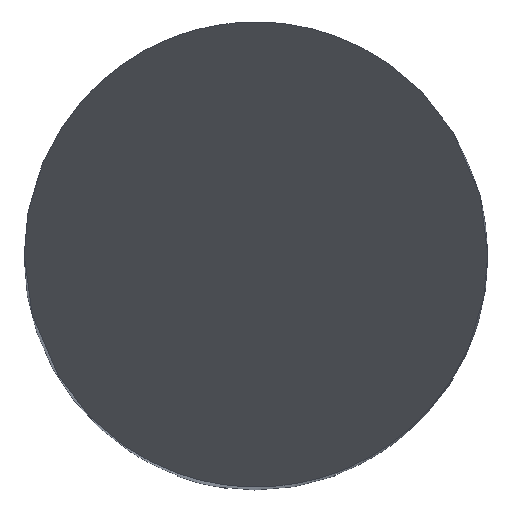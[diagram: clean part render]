
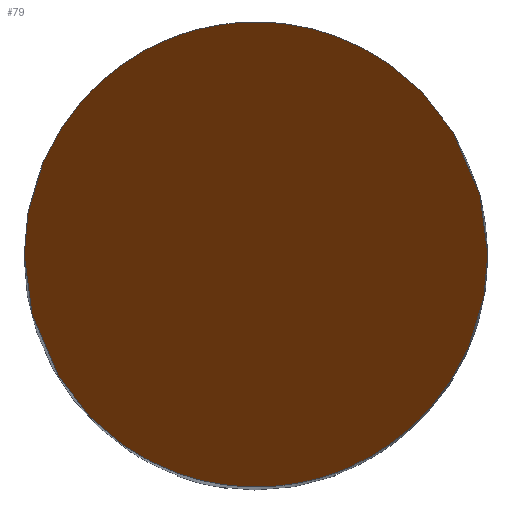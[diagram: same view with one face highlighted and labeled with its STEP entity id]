
A CAD part, top view. The second image highlights one B-rep face of the part: STEP entity #79.
In plain terms, the highlighted planar face has unit normal (0, -0.866, 0.5).
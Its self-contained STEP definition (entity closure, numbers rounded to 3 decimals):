
#50=PLANE('',#686);
#79=ADVANCED_FACE('',(#118),#50,.T.);
#118=FACE_OUTER_BOUND('',#152,.T.);
#152=EDGE_LOOP('',(#329,#330));
#329=ORIENTED_EDGE('',*,*,#509,.T.);
#330=ORIENTED_EDGE('',*,*,#543,.T.);
#450=VERTEX_POINT('',#923);
#451=VERTEX_POINT('',#928);
#509=EDGE_CURVE('',#451,#450,#627,.T.);
#543=EDGE_CURVE('',#450,#451,#630,.T.);
#627=(
BOUNDED_CURVE()
B_SPLINE_CURVE(3,(#924,#925,#926,#927),.UNSPECIFIED.,.F.,.F.)
B_SPLINE_CURVE_WITH_KNOTS((4,4),(0.,1.),.UNSPECIFIED.)
CURVE()
GEOMETRIC_REPRESENTATION_ITEM()
RATIONAL_B_SPLINE_CURVE((1.,0.333,0.333,1.))
REPRESENTATION_ITEM('')
);
#630=(
BOUNDED_CURVE()
B_SPLINE_CURVE(3,(#1090,#1091,#1092,#1093),.UNSPECIFIED.,.F.,.F.)
B_SPLINE_CURVE_WITH_KNOTS((4,4),(0.,1.),.UNSPECIFIED.)
CURVE()
GEOMETRIC_REPRESENTATION_ITEM()
RATIONAL_B_SPLINE_CURVE((1.,0.333,0.333,1.))
REPRESENTATION_ITEM('')
);
#686=AXIS2_PLACEMENT_3D('',#1136,#763,#764);
#763=DIRECTION('',(0.,-0.866,0.5));
#764=DIRECTION('',(0.,-0.5,-0.866));
#923=CARTESIAN_POINT('',(-5.,0.,0.));
#924=CARTESIAN_POINT('',(5.,0.,0.));
#925=CARTESIAN_POINT('',(5.,10.,17.321));
#926=CARTESIAN_POINT('',(-5.,10.,17.321));
#927=CARTESIAN_POINT('',(-5.,0.,0.));
#928=CARTESIAN_POINT('',(5.,0.,0.));
#1090=CARTESIAN_POINT('',(-5.,0.,0.));
#1091=CARTESIAN_POINT('',(-5.,-10.,-17.321));
#1092=CARTESIAN_POINT('',(5.,-10.,-17.321));
#1093=CARTESIAN_POINT('',(5.,0.,0.));
#1136=CARTESIAN_POINT('',(-5.001,5.,8.66));
